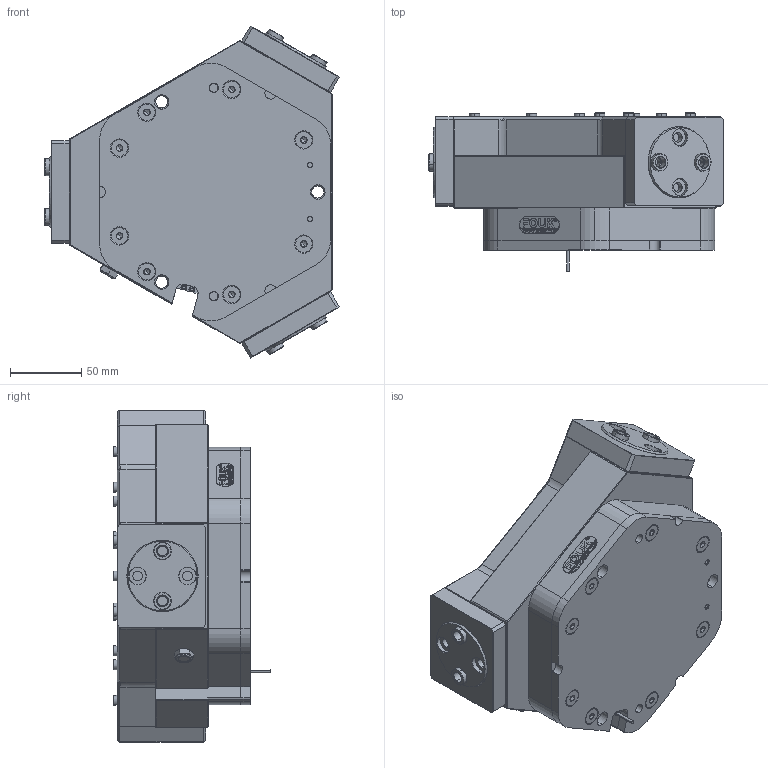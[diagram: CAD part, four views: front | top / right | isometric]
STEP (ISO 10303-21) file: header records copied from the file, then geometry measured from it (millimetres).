
FILE_DESCRIPTION (( 'STEP AP203' ), '1' );
FILE_NAME ('TZF125.STEP', '2026-03-13T08:02:03', ( 'USER-' ), ( 'Microsoft' ), 'SwSTEP 2.0', 'SolidWorks 2018', '' );
FILE_SCHEMA (( 'CONFIG_CONTROL_DESIGN' ));
Length unit declared in the file: millimetre
Products named in the file (12): TZF125; 棠羲換覜ん; TRF72-01 忒硌薊极; ﾏ擎ﾗ12｡ﾁ8｡ﾁ6; FZ125-200-M-05 菁裔啣; TZF125-04 奻葡裔啣; 内六角沉头螺钉[GBT70_3-2008][M6×16×10]; socket head thin cap screw_din(DIN 7984 - M4 x 8 --- 5.9N); TZF125-M-01 褲极; TRF72-02 耜猾极; 32x12-R6; BSLM01
Assembly tree (42 placements, depth 2):
  TZF125
    TZF125-M-01 褲极
    FZ125-200-M-05 菁裔啣
    TRF72-01 忒硌薊极  x3
    TRF72-02 耜猾极  x3
    TZF125-04 奻葡裔啣
    ﾏ擎ﾗ12｡ﾁ8｡ﾁ6  x6
    socket head thin cap screw_din(DIN 7984 - M4 x 8 --- 5.9N)  x15
    棠羲換覜ん  x2
    内六角沉头螺钉[GBT70_3-2008][M6×16×10]  x8
    32x12-R6
    BSLM01
Bounding box: 206.48 x 110.77 x 232.91 mm (x, y, z)
Volume: 2048221.5 mm3; surface area: 314737.6 mm2
Topology: 42 solids, 42 shells, 1959 faces, 4774 edges, 2939 vertices
Faces by surface type: plane 871, cylinder 473, cone 381, bspline 154, torus 78, sphere 2
Entity records: 43779 total; most frequent: CARTESIAN_POINT 12967, ORIENTED_EDGE 6124, DIRECTION 5627, EDGE_CURVE 3062, VERTEX_POINT 1982, LINE 1915, VECTOR 1915, AXIS2_PLACEMENT_3D 1856
